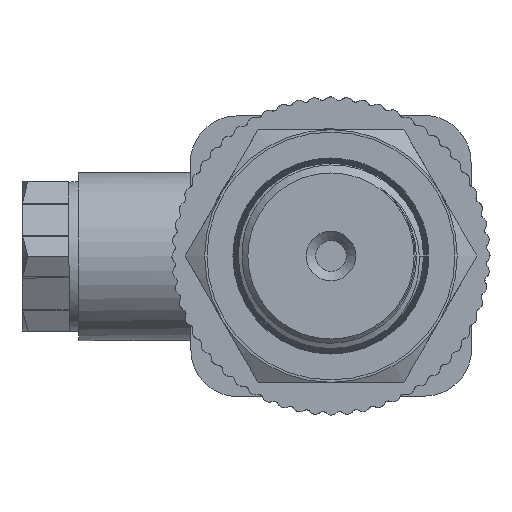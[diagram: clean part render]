
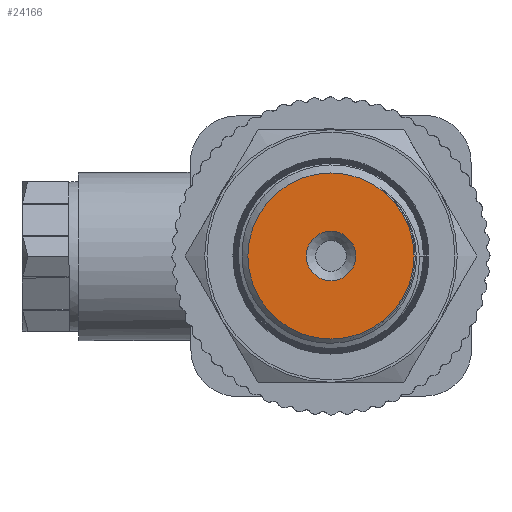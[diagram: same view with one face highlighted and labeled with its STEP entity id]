
A CAD part, left-side view. The second image highlights one B-rep face of the part: STEP entity #24166.
In plain terms, the highlighted planar face has unit normal (-1, 0, 0).
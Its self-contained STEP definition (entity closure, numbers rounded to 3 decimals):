
#298=PLANE('',#25456);
#1492=FACE_BOUND('',#3457,.T.);
#2088=FACE_OUTER_BOUND('',#3456,.T.);
#3456=EDGE_LOOP('',(#18093));
#3457=EDGE_LOOP('',(#18094));
#5689=CIRCLE('',#25252,8.878);
#5786=CIRCLE('',#25455,2.65);
#10173=VERTEX_POINT('',#31788);
#10743=VERTEX_POINT('',#49084);
#12651=EDGE_CURVE('',#10173,#10173,#5689,.T.);
#13512=EDGE_CURVE('',#10743,#10743,#5786,.T.);
#18093=ORIENTED_EDGE('',*,*,#12651,.T.);
#18094=ORIENTED_EDGE('',*,*,#13512,.T.);
#24166=ADVANCED_FACE('',(#2088,#1492),#298,.T.);
#25252=AXIS2_PLACEMENT_3D('',#31790,#26654,#26655);
#25455=AXIS2_PLACEMENT_3D('',#49086,#27415,#27416);
#25456=AXIS2_PLACEMENT_3D('',#49087,#27417,#27418);
#26654=DIRECTION('center_axis',(-1.,0.,0.));
#26655=DIRECTION('ref_axis',(0.,1.,0.));
#27415=DIRECTION('center_axis',(1.,0.,0.));
#27416=DIRECTION('ref_axis',(0.,0.,-1.));
#27417=DIRECTION('center_axis',(-1.,0.,0.));
#27418=DIRECTION('ref_axis',(0.,0.,1.));
#31788=CARTESIAN_POINT('',(-68.,-8.878,0.));
#31790=CARTESIAN_POINT('Origin',(-68.,0.,0.));
#49084=CARTESIAN_POINT('',(-68.,-2.65,0.));
#49086=CARTESIAN_POINT('Origin',(-68.,0.,0.));
#49087=CARTESIAN_POINT('Origin',(-68.,9.853,0.));
